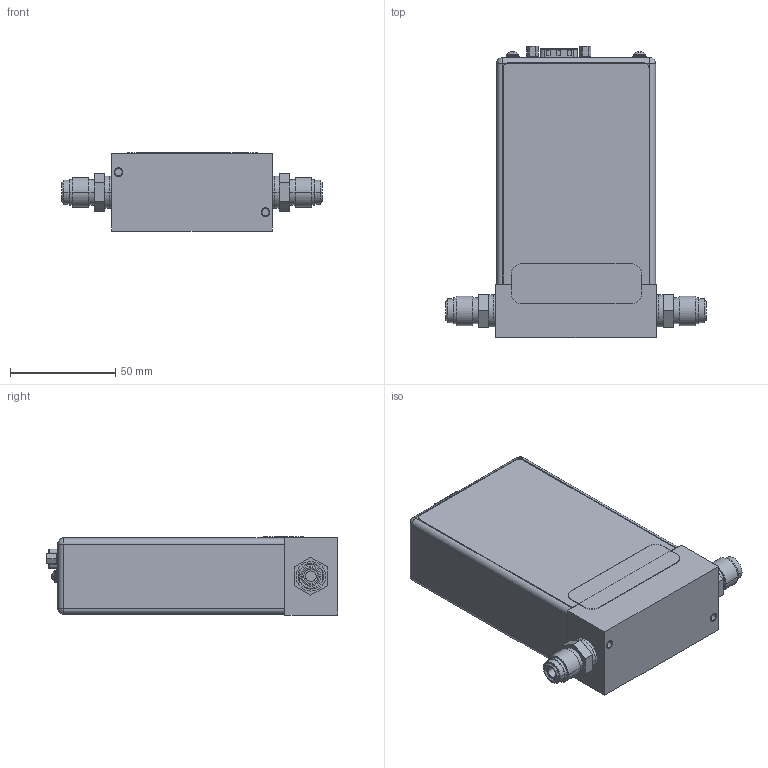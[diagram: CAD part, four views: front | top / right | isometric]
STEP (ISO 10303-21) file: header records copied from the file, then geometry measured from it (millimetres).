
FILE_DESCRIPTION((''),'2;1');
FILE_NAME('1040814_NO_OUTLET_CONN_ASM','2012-08-30T',('cockrofm'),('MKS Instruments, Inc.'),'PRO/ENGINEER BY PARAMETRIC TECHNOLOGY CORPORATION, 2009060','PRO/ENGINEER BY PARAMETRIC TECHNOLOGY CORPORATION, 2009060','');
FILE_SCHEMA(('CONFIG_CONTROL_DESIGN'));
Length unit declared in the file: inch
Products named in the file (14): 118253_DUMMY; 1042639-001_FRT; 122676; 117328-G1_ASM; 1046138-001; 1048317_REAR_LABEL; 1011702-002_4-40_PAN-HD-SEMS; 1048315-001; 1038688_CONN_RJ45; 1016309-003; 1045912-BODY-DOWNPORT_ASM; 171-009-113; 116407-P1; 1040814_NO_OUTLET_CONN_ASM
Assembly tree (16 placements, depth 2):
  1040814_NO_OUTLET_CONN_ASM
    118253_DUMMY
    1042639-001_FRT
    122676
    117328-G1_ASM
    1046138-001
    1048317_REAR_LABEL
    1011702-002_4-40_PAN-HD-SEMS  x2
    1048315-001
    1038688_CONN_RJ45
    1016309-003  x2
    1045912-BODY-DOWNPORT_ASM
    171-009-113
    116407-P1  x2
Bounding box: 123.95 x 138.35 x 37.08 mm (x, y, z)
Volume: 102825.9 mm3; surface area: 107120.4 mm2
Topology: 14 solids, 18 shells, 732 faces, 1697 edges, 1080 vertices
Faces by surface type: plane 337, cylinder 257, bspline 45, torus 35, extrusion 24, cone 22, sphere 12
Entity records: 18697 total; most frequent: CARTESIAN_POINT 4527, DIRECTION 2996, ORIENTED_EDGE 2746, EDGE_CURVE 1379, AXIS2_PLACEMENT_3D 1102, VERTEX_POINT 887, VECTOR 792, LINE 768
